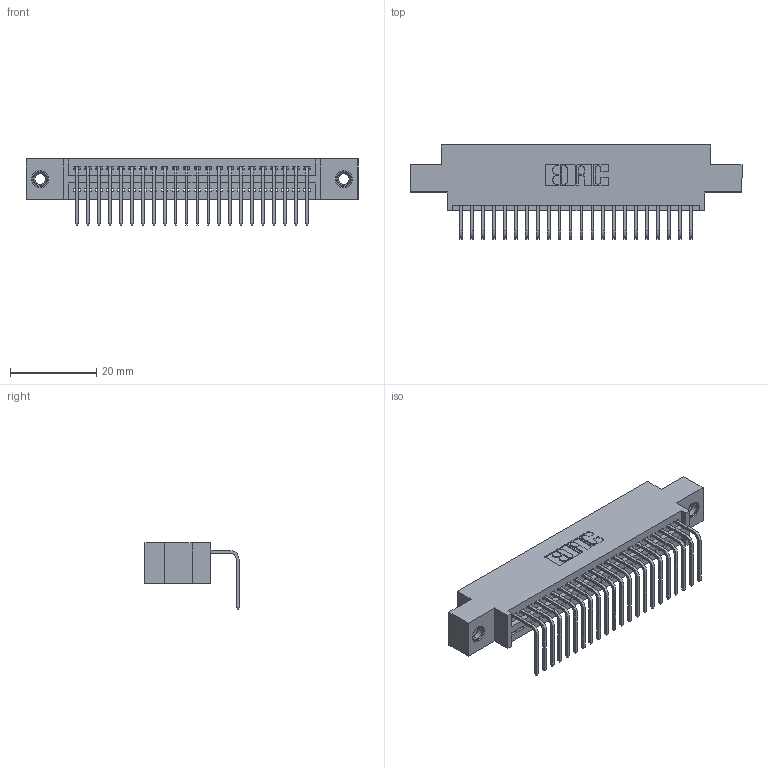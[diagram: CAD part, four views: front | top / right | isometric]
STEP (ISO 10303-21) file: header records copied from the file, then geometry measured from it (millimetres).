
FILE_DESCRIPTION (( 'STEP AP203' ), '1' );
FILE_NAME ('345-022-558-607.STEP', '2019-10-10T13:03:36', ( '' ), ( '' ), 'SwSTEP 2.0', 'SolidWorks 2016', '' );
FILE_SCHEMA (( 'CONFIG_CONTROL_DESIGN' ));
Length unit declared in the file: inch
Products named in the file (4): 345-250-001_345-250-005-103; 345-022-558-607; 345 Part_0.170 Offset - 0.156 Dia-TI; 345-292-001_558 Tail - 2
Assembly tree (25 placements, depth 2):
  345-022-558-607
    345 Part_0.170 Offset - 0.156 Dia-TI
    345-292-001_558 Tail - 2  x22
    345-250-001_345-250-005-103  x2
Bounding box: 77.09 x 21.83 x 15.37 mm (x, y, z)
Volume: 7104.6 mm3; surface area: 9759.3 mm2
Topology: 25 solids, 25 shells, 1510 faces, 4493 edges, 2958 vertices
Faces by surface type: plane 1040, cylinder 454, cone 12, torus 4
Entity records: 20652 total; most frequent: CARTESIAN_POINT 3561, ORIENTED_EDGE 3510, DIRECTION 3165, EDGE_CURVE 1755, LINE 1515, VECTOR 1515, VERTEX_POINT 1164, AXIS2_PLACEMENT_3D 825
